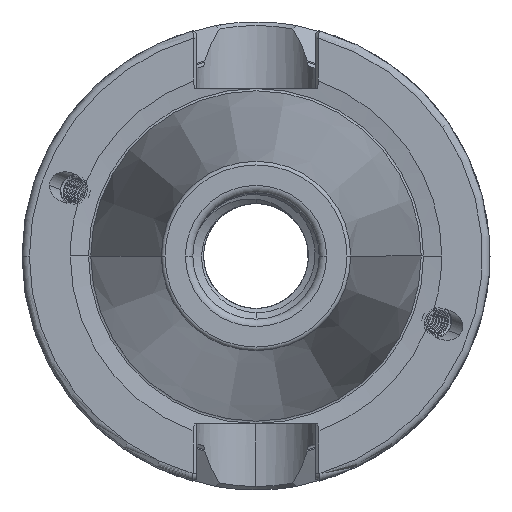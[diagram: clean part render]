
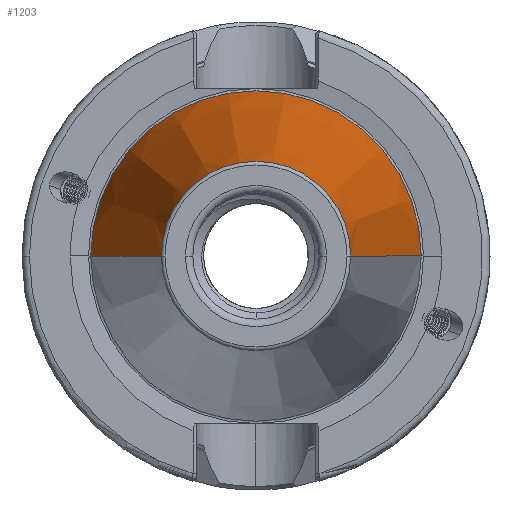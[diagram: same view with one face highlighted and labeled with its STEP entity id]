
A CAD part, left-side view. The second image highlights one B-rep face of the part: STEP entity #1203.
In plain terms, the highlighted conical face has half-angle 8.297 degrees and reference radius 22.24 mm.
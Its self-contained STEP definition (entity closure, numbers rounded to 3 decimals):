
#1203 = ADVANCED_FACE ( 'NONE', ( #1487 ), #1470, .T. ) ;
#1470 = CONICAL_SURFACE ( 'NONE', #5641, 22.24, 0.145 ) ;
#1487 = FACE_OUTER_BOUND ( 'NONE', #3114, .T. ) ;
#2128 = VERTEX_POINT ( 'NONE', #6031 ) ;
#2161 = VERTEX_POINT ( 'NONE', #6074 ) ;
#2178 = VERTEX_POINT ( 'NONE', #6093 ) ;
#2179 = VERTEX_POINT ( 'NONE', #6090 ) ;
#2809 = ORIENTED_EDGE ( 'NONE', *, *, #3764, .T. ) ;
#2826 = ORIENTED_EDGE ( 'NONE', *, *, #3770, .T. ) ;
#2881 = ORIENTED_EDGE ( 'NONE', *, *, #3725, .F. ) ;
#2915 = ORIENTED_EDGE ( 'NONE', *, *, #3659, .F. ) ;
#3114 = EDGE_LOOP ( 'NONE', ( #2826, #2809, #2881, #2915 ) ) ;
#3659 = EDGE_CURVE ( 'NONE', #2128, #2178, #11985, .T. ) ;
#3725 = EDGE_CURVE ( 'NONE', #2178, #2179, #12069, .T. ) ;
#3764 = EDGE_CURVE ( 'NONE', #2161, #2179, #12111, .T. ) ;
#3770 = EDGE_CURVE ( 'NONE', #2128, #2161, #12093, .T. ) ;
#5641 = AXIS2_PLACEMENT_3D ( 'NONE', #13188, #13209, #13197 ) ;
#6031 = CARTESIAN_POINT ( 'NONE',  ( -65.972, 12.75, 0. ) ) ;
#6074 = CARTESIAN_POINT ( 'NONE',  ( -65.972, -12.75, 0. ) ) ;
#6090 = CARTESIAN_POINT ( 'NONE',  ( -0.9, -22.24, 0. ) ) ;
#6093 = CARTESIAN_POINT ( 'NONE',  ( -0.9, 22.24, 0. ) ) ;
#8964 = DIRECTION ( 'NONE',  ( 0.99, 0.144, 0. ) ) ;
#8987 = CARTESIAN_POINT ( 'NONE',  ( -0.9, 22.24, 0. ) ) ;
#9375 = DIRECTION ( 'NONE',  ( 1., 0., 0. ) ) ;
#9383 = DIRECTION ( 'NONE',  ( 0., 1., 0. ) ) ;
#9394 = CARTESIAN_POINT ( 'NONE',  ( -0.9, 0., 0. ) ) ;
#9541 = DIRECTION ( 'NONE',  ( 0.99, -0.144, 0. ) ) ;
#9542 = CARTESIAN_POINT ( 'NONE',  ( -0.9, -22.24, 0. ) ) ;
#9549 = DIRECTION ( 'NONE',  ( 1., 0., 0. ) ) ;
#9569 = CARTESIAN_POINT ( 'NONE',  ( -65.972, 0., 0. ) ) ;
#9581 = DIRECTION ( 'NONE',  ( 0., 1., 0. ) ) ;
#11789 = AXIS2_PLACEMENT_3D ( 'NONE', #9394, #9375, #9383 ) ;
#11810 = AXIS2_PLACEMENT_3D ( 'NONE', #9569, #9549, #9581 ) ;
#11970 = VECTOR ( 'NONE', #8964, 1000. ) ;
#11985 = LINE ( 'NONE', #8987, #11970 ) ;
#12069 = CIRCLE ( 'NONE', #11789, 22.24 ) ;
#12093 = CIRCLE ( 'NONE', #11810, 12.75 ) ;
#12111 = LINE ( 'NONE', #9542, #12116 ) ;
#12116 = VECTOR ( 'NONE', #9541, 1000. ) ;
#13188 = CARTESIAN_POINT ( 'NONE',  ( -0.9, 0., 0. ) ) ;
#13197 = DIRECTION ( 'NONE',  ( 0., 1., 0. ) ) ;
#13209 = DIRECTION ( 'NONE',  ( 1., 0., 0. ) ) ;
